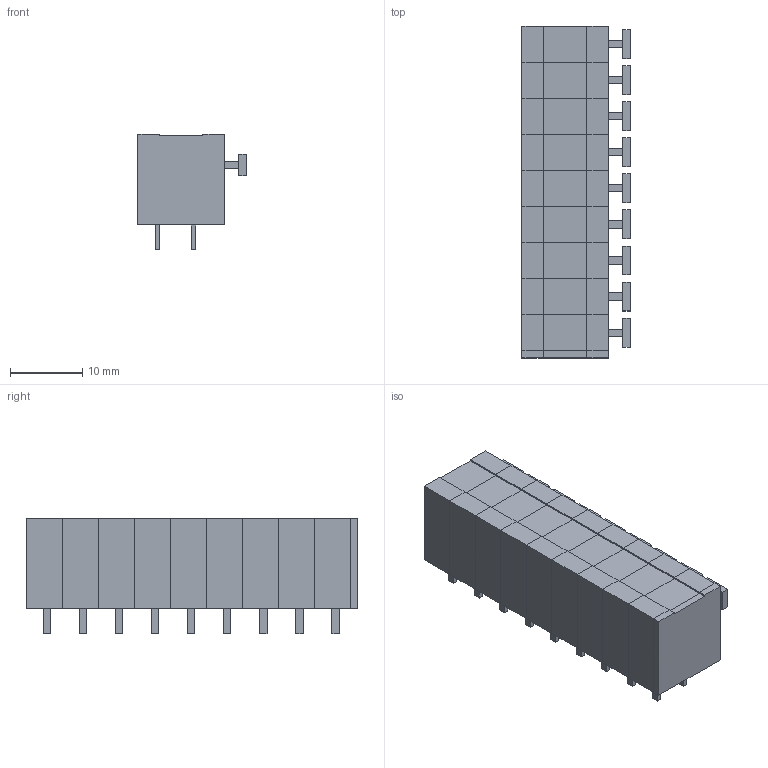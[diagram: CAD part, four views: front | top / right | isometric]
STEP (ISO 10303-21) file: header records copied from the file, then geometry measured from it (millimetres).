
FILE_DESCRIPTION(('STEP AP214'),'1');
FILE_NAME('USL-5HB2-09.stp','2020-01-13T06:39:24',(' '),(' '),'Spatial InterOp 3D',' ',' ');
FILE_SCHEMA(('AUTOMOTIVE_DESIGN { 1 0 10303 214 1 1 1 1 }'));
Length unit declared in the file: millimetre
Products named in the file (3): USL-5HB2-02; Part1
Assembly tree (10 placements, depth 2):
  USL-5HB2-02
    Part1  x9
    Part1
Bounding box: 15 x 46 x 16 mm (x, y, z)
Volume: 6519.3 mm3; surface area: 6400.8 mm2
Topology: 10 solids, 10 shells, 334 faces, 807 edges, 538 vertices
Faces by surface type: plane 325, cylinder 9
Full cylindrical faces by diameter (mm): 3.6 x9
Entity records: 1808 total; most frequent: CARTESIAN_POINT 241, DIRECTION 226, ORIENTED_EDGE 220, EDGE_CURVE 110, LINE 108, VECTOR 108, VERTEX_POINT 74, AXIS2_PLACEMENT_3D 59
